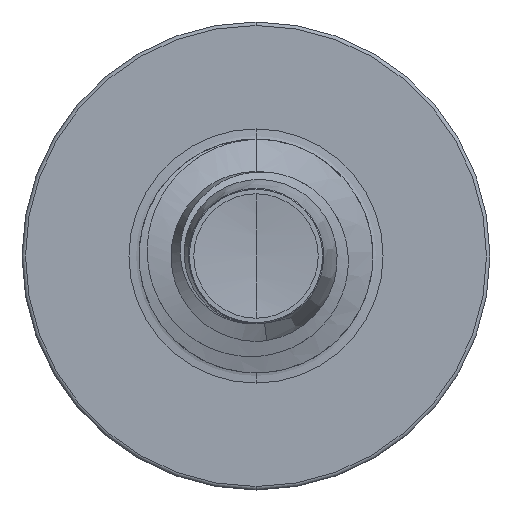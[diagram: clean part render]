
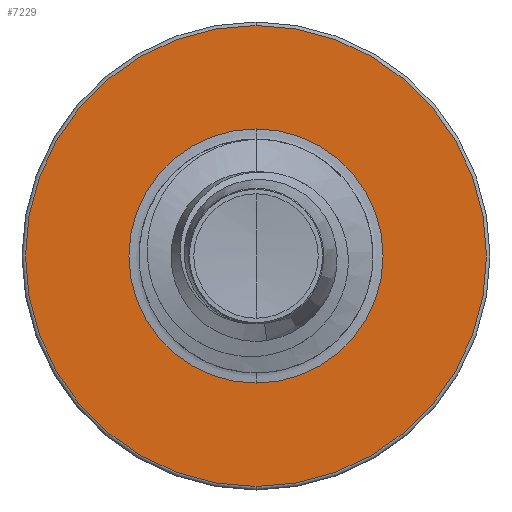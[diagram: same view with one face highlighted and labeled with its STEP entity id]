
A CAD part, front view. The second image highlights one B-rep face of the part: STEP entity #7229.
In plain terms, the highlighted planar face has unit normal (0, -1, 0).
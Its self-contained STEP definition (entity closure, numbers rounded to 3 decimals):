
#22 = CARTESIAN_POINT ( 'NONE',  ( 0., 3.5, -1.97 ) ) ;
#117 = AXIS2_PLACEMENT_3D ( 'NONE', #6346, #6272, #6264 ) ;
#135 = AXIS2_PLACEMENT_3D ( 'NONE', #7964, #7945, #7932 ) ;
#328 = DIRECTION ( 'NONE',  ( 0., 0., 1. ) ) ;
#331 = DIRECTION ( 'NONE',  ( 0., 1., 0. ) ) ;
#343 = CARTESIAN_POINT ( 'NONE',  ( 0., 3.5, 0. ) ) ;
#793 = AXIS2_PLACEMENT_3D ( 'NONE', #2303, #2288, #2273 ) ;
#1048 = ORIENTED_EDGE ( 'NONE', *, *, #6985, .T. ) ;
#1460 = VERTEX_POINT ( 'NONE', #8701 ) ;
#2273 = DIRECTION ( 'NONE',  ( 0., 0., 1. ) ) ;
#2288 = DIRECTION ( 'NONE',  ( 0., 1., 0. ) ) ;
#2303 = CARTESIAN_POINT ( 'NONE',  ( 0., 3.5, 0. ) ) ;
#2634 = ORIENTED_EDGE ( 'NONE', *, *, #7529, .F. ) ;
#3335 = DIRECTION ( 'NONE',  ( 0., 0., 1. ) ) ;
#3354 = DIRECTION ( 'NONE',  ( 0., 1., 0. ) ) ;
#3368 = CARTESIAN_POINT ( 'NONE',  ( 0., 3.5, 0. ) ) ;
#4130 = AXIS2_PLACEMENT_3D ( 'NONE', #3368, #3354, #3335 ) ;
#5635 = CIRCLE ( 'NONE', #4130, 1.086 ) ;
#5960 = CARTESIAN_POINT ( 'NONE',  ( 0., 3.5, -1.086 ) ) ;
#6054 = ORIENTED_EDGE ( 'NONE', *, *, #11618, .F. ) ;
#6264 = DIRECTION ( 'NONE',  ( 0., 0., 1. ) ) ;
#6272 = DIRECTION ( 'NONE',  ( 0., 1., 0. ) ) ;
#6300 = AXIS2_PLACEMENT_3D ( 'NONE', #343, #331, #328 ) ;
#6321 = PLANE ( 'NONE',  #117 ) ;
#6346 = CARTESIAN_POINT ( 'NONE',  ( 0., 3.5, -1.086 ) ) ;
#6848 = CIRCLE ( 'NONE', #793, 1.97 ) ;
#6985 = EDGE_CURVE ( 'NONE', #1460, #10840, #9073, .T. ) ;
#7229 = ADVANCED_FACE ( 'NONE', ( #10057, #11842 ), #6321, .F. ) ;
#7529 = EDGE_CURVE ( 'NONE', #12119, #11710, #6848, .T. ) ;
#7932 = DIRECTION ( 'NONE',  ( 0., 0., 1. ) ) ;
#7945 = DIRECTION ( 'NONE',  ( 0., 1., 0. ) ) ;
#7964 = CARTESIAN_POINT ( 'NONE',  ( 0., 3.5, 0. ) ) ;
#8398 = EDGE_LOOP ( 'NONE', ( #1048, #11301 ) ) ;
#8701 = CARTESIAN_POINT ( 'NONE',  ( 0., 3.5, 1.086 ) ) ;
#9073 = CIRCLE ( 'NONE', #135, 1.086 ) ;
#10057 = FACE_OUTER_BOUND ( 'NONE', #11811, .T. ) ;
#10586 = CIRCLE ( 'NONE', #6300, 1.97 ) ;
#10840 = VERTEX_POINT ( 'NONE', #5960 ) ;
#11179 = CARTESIAN_POINT ( 'NONE',  ( 0., 3.5, 1.97 ) ) ;
#11261 = EDGE_CURVE ( 'NONE', #10840, #1460, #5635, .T. ) ;
#11301 = ORIENTED_EDGE ( 'NONE', *, *, #11261, .T. ) ;
#11618 = EDGE_CURVE ( 'NONE', #11710, #12119, #10586, .T. ) ;
#11710 = VERTEX_POINT ( 'NONE', #22 ) ;
#11811 = EDGE_LOOP ( 'NONE', ( #2634, #6054 ) ) ;
#11842 = FACE_BOUND ( 'NONE', #8398, .T. ) ;
#12119 = VERTEX_POINT ( 'NONE', #11179 ) ;
